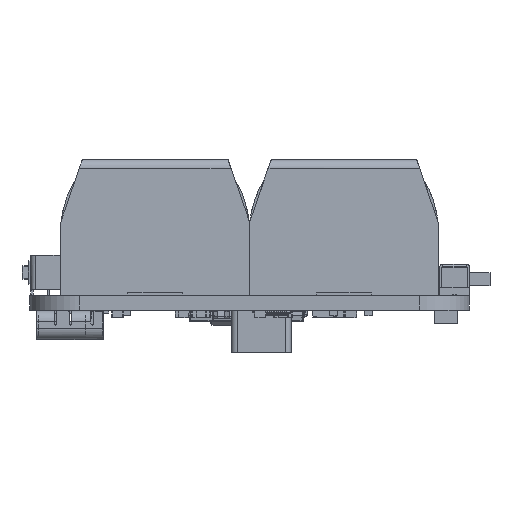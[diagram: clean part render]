
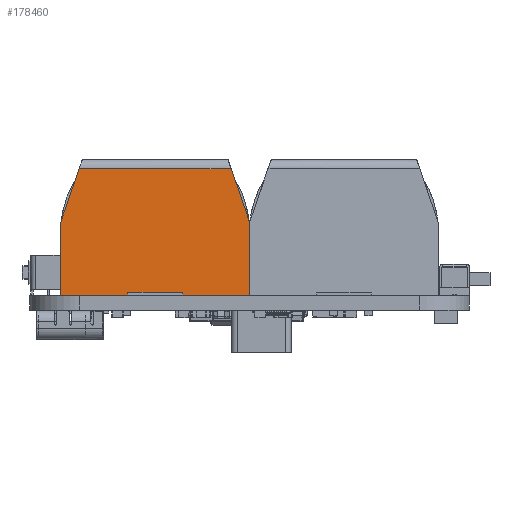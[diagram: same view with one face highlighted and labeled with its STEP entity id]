
A CAD part, front view. The second image highlights one B-rep face of the part: STEP entity #178460.
In plain terms, the highlighted free-form (B-spline) face has degree [1, 1] with [2, 2] control points.
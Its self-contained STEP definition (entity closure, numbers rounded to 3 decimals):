
#171095 = VERTEX_POINT('',#171096);
#171096 = CARTESIAN_POINT('',(15.736,8.088,
    2.733));
#171103 = EDGE_CURVE('',#171095,#171104,#171106,.T.);
#171104 = VERTEX_POINT('',#171105);
#171105 = CARTESIAN_POINT('',(15.736,8.081,
    2.305));
#171106 = B_SPLINE_CURVE_WITH_KNOTS('',1,(#171107,#171108),
  .UNSPECIFIED.,.F.,.F.,(2,2),(0.,0.305),
  .PIECEWISE_BEZIER_KNOTS.);
#171107 = CARTESIAN_POINT('',(15.736,8.088,
    2.733));
#171108 = CARTESIAN_POINT('',(15.736,8.081,
    2.305));
#171131 = VERTEX_POINT('',#171132);
#171132 = CARTESIAN_POINT('',(20.733,8.081,
    2.305));
#171139 = EDGE_CURVE('',#171131,#171140,#171142,.T.);
#171140 = VERTEX_POINT('',#171141);
#171141 = CARTESIAN_POINT('',(20.733,8.088,
    2.733));
#171142 = B_SPLINE_CURVE_WITH_KNOTS('',1,(#171143,#171144),
  .UNSPECIFIED.,.F.,.F.,(2,2),(0.,0.305),
  .PIECEWISE_BEZIER_KNOTS.);
#171143 = CARTESIAN_POINT('',(20.733,8.081,
    2.305));
#171144 = CARTESIAN_POINT('',(20.733,8.088,
    2.733));
#171169 = VERTEX_POINT('',#171170);
#171170 = CARTESIAN_POINT('',(29.909,8.421,
    21.784));
#171185 = VERTEX_POINT('',#171186);
#171186 = CARTESIAN_POINT('',(6.559,8.421,
    21.784));
#171192 = EDGE_CURVE('',#171169,#171185,#171193,.T.);
#171193 = B_SPLINE_CURVE_WITH_KNOTS('',1,(#171194,#171195),
  .UNSPECIFIED.,.F.,.F.,(2,2),(0.,16.615),
  .PIECEWISE_BEZIER_KNOTS.);
#171194 = CARTESIAN_POINT('',(29.909,8.421,
    21.784));
#171195 = CARTESIAN_POINT('',(6.559,8.421,
    21.784));
#171815 = EDGE_CURVE('',#171816,#171131,#171818,.T.);
#171816 = VERTEX_POINT('',#171817);
#171817 = CARTESIAN_POINT('',(32.745,8.081,
    2.305));
#171818 = B_SPLINE_CURVE_WITH_KNOTS('',1,(#171819,#171820),
  .UNSPECIFIED.,.F.,.F.,(2,2),(0.,8.547),.PIECEWISE_BEZIER_KNOTS.);
#171819 = CARTESIAN_POINT('',(32.745,8.081,
    2.305));
#171820 = CARTESIAN_POINT('',(20.733,8.081,
    2.305));
#171857 = EDGE_CURVE('',#171104,#171858,#171860,.T.);
#171858 = VERTEX_POINT('',#171859);
#171859 = CARTESIAN_POINT('',(3.724,8.081,
    2.305));
#171860 = B_SPLINE_CURVE_WITH_KNOTS('',1,(#171861,#171862),
  .UNSPECIFIED.,.F.,.F.,(2,2),(0.,8.547),.PIECEWISE_BEZIER_KNOTS.);
#171861 = CARTESIAN_POINT('',(15.736,8.081,
    2.305));
#171862 = CARTESIAN_POINT('',(3.724,8.081,
    2.305));
#176874 = EDGE_CURVE('',#171858,#176875,#176877,.T.);
#176875 = VERTEX_POINT('',#176876);
#176876 = CARTESIAN_POINT('',(3.724,8.277,
    13.549));
#176877 = B_SPLINE_CURVE_WITH_KNOTS('',1,(#176878,#176879),
  .UNSPECIFIED.,.F.,.F.,(2,2),(0.,8.002),
  .PIECEWISE_BEZIER_KNOTS.);
#176878 = CARTESIAN_POINT('',(3.724,8.081,
    2.305));
#176879 = CARTESIAN_POINT('',(3.724,8.277,
    13.549));
#176972 = VERTEX_POINT('',#176973);
#176973 = CARTESIAN_POINT('',(32.745,8.277,
    13.549));
#176978 = EDGE_CURVE('',#176972,#171816,#176979,.T.);
#176979 = B_SPLINE_CURVE_WITH_KNOTS('',1,(#176980,#176981),
  .UNSPECIFIED.,.F.,.F.,(2,2),(0.,8.002),
  .PIECEWISE_BEZIER_KNOTS.);
#176980 = CARTESIAN_POINT('',(32.745,8.277,
    13.549));
#176981 = CARTESIAN_POINT('',(32.745,8.081,
    2.305));
#177013 = EDGE_CURVE('',#171169,#176972,#177014,.T.);
#177014 = B_SPLINE_CURVE_WITH_KNOTS('',1,(#177015,#177016),
  .UNSPECIFIED.,.F.,.F.,(2,2),(0.,6.198),
  .PIECEWISE_BEZIER_KNOTS.);
#177015 = CARTESIAN_POINT('',(29.909,8.421,
    21.784));
#177016 = CARTESIAN_POINT('',(32.745,8.277,
    13.549));
#177035 = EDGE_CURVE('',#176875,#171185,#177036,.T.);
#177036 = B_SPLINE_CURVE_WITH_KNOTS('',1,(#177037,#177038),
  .UNSPECIFIED.,.F.,.F.,(2,2),(0.,6.198),
  .PIECEWISE_BEZIER_KNOTS.);
#177037 = CARTESIAN_POINT('',(3.724,8.277,
    13.549));
#177038 = CARTESIAN_POINT('',(6.559,8.421,
    21.784));
#178460 = ADVANCED_FACE('',(#178461),#178477,.T.);
#178461 = FACE_BOUND('',#178462,.T.);
#178462 = EDGE_LOOP('',(#178463,#178464,#178469,#178470,#178471,#178472,
    #178473,#178474,#178475,#178476));
#178463 = ORIENTED_EDGE('',*,*,#171103,.F.);
#178464 = ORIENTED_EDGE('',*,*,#178465,.F.);
#178465 = EDGE_CURVE('',#171140,#171095,#178466,.T.);
#178466 = B_SPLINE_CURVE_WITH_KNOTS('',1,(#178467,#178468),
  .UNSPECIFIED.,.F.,.F.,(2,2),(-0.,3.556),.PIECEWISE_BEZIER_KNOTS.);
#178467 = CARTESIAN_POINT('',(20.733,8.088,
    2.733));
#178468 = CARTESIAN_POINT('',(15.736,8.088,
    2.733));
#178469 = ORIENTED_EDGE('',*,*,#171139,.F.);
#178470 = ORIENTED_EDGE('',*,*,#171815,.F.);
#178471 = ORIENTED_EDGE('',*,*,#176978,.F.);
#178472 = ORIENTED_EDGE('',*,*,#177013,.F.);
#178473 = ORIENTED_EDGE('',*,*,#171192,.T.);
#178474 = ORIENTED_EDGE('',*,*,#177035,.F.);
#178475 = ORIENTED_EDGE('',*,*,#176874,.F.);
#178476 = ORIENTED_EDGE('',*,*,#171857,.F.);
#178477 = B_SPLINE_SURFACE_WITH_KNOTS('',1,1,(
    (#178478,#178479)
    ,(#178480,#178481
    )),.UNSPECIFIED.,.F.,.F.,.F.,(2,2),(2,2),(0.,20.65),(
    1.727,15.59),.PIECEWISE_BEZIER_KNOTS.);
#178478 = CARTESIAN_POINT('',(3.724,8.081,
    2.305));
#178479 = CARTESIAN_POINT('',(3.724,8.421,
    21.784));
#178480 = CARTESIAN_POINT('',(32.745,8.081,
    2.305));
#178481 = CARTESIAN_POINT('',(32.745,8.421,
    21.784));
